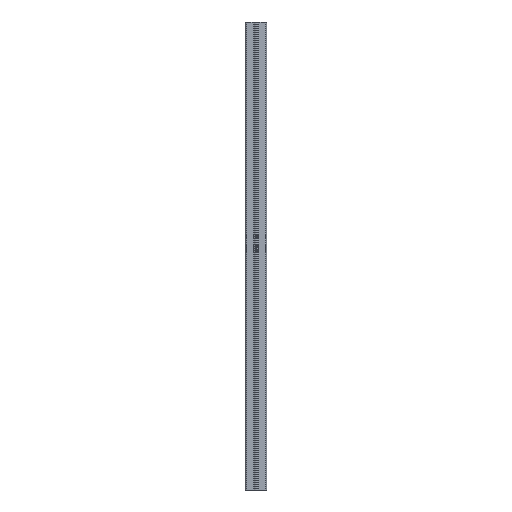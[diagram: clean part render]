
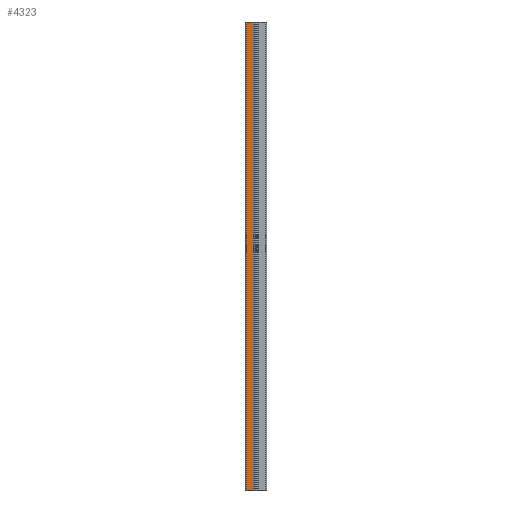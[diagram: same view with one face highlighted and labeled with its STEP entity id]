
A CAD part, front view. The second image highlights one B-rep face of the part: STEP entity #4323.
In plain terms, the highlighted planar face has unit normal (0, -1, 0).
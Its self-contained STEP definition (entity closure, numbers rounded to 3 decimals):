
#75=PLANE($,#4696);
#251=FACE_OUTER_BOUND($,#471,.T.);
#471=EDGE_LOOP($,(#3255,#3256,#3257,#3258));
#803=LINE($,#6979,#1223);
#804=LINE($,#6982,#1224);
#805=LINE($,#6984,#1225);
#806=LINE($,#6985,#1226);
#1223=VECTOR($,#5656,1000.);
#1224=VECTOR($,#5659,13.2);
#1225=VECTOR($,#5660,13.2);
#1226=VECTOR($,#5661,1000.);
#1907=VERTEX_POINT($,#6975);
#1908=VERTEX_POINT($,#6977);
#1909=VERTEX_POINT($,#6981);
#1910=VERTEX_POINT($,#6983);
#2471=EDGE_CURVE($,#1907,#1908,#803,.T.);
#2472=EDGE_CURVE($,#1909,#1907,#804,.T.);
#2473=EDGE_CURVE($,#1910,#1908,#805,.T.);
#2474=EDGE_CURVE($,#1909,#1910,#806,.T.);
#3255=ORIENTED_EDGE($,*,*,#2472,.T.);
#3256=ORIENTED_EDGE($,*,*,#2471,.T.);
#3257=ORIENTED_EDGE($,*,*,#2473,.F.);
#3258=ORIENTED_EDGE($,*,*,#2474,.F.);
#4323=ADVANCED_FACE($,(#251),#75,.T.);
#4696=AXIS2_PLACEMENT_3D($,#6980,#5657,#5658);
#5656=DIRECTION($,(0.,0.,1.));
#5657=DIRECTION('center_axis',(0.,-1.,0.));
#5658=DIRECTION('ref_axis',(1.,0.,0.));
#5659=DIRECTION($,(1.,0.,0.));
#5660=DIRECTION($,(1.,0.,0.));
#5661=DIRECTION($,(0.,0.,1.));
#6975=CARTESIAN_POINT('',(-6.3,-22.5,0.));
#6977=CARTESIAN_POINT('',(-6.3,-22.5,1000.));
#6979=CARTESIAN_POINT($,(-6.3,-22.5,0.));
#6980=CARTESIAN_POINT('Origin',(-19.5,-22.5,0.));
#6981=CARTESIAN_POINT('',(-19.5,-22.5,0.));
#6982=CARTESIAN_POINT($,(-19.5,-22.5,0.));
#6983=CARTESIAN_POINT('',(-19.5,-22.5,1000.));
#6984=CARTESIAN_POINT($,(-19.5,-22.5,1000.));
#6985=CARTESIAN_POINT($,(-19.5,-22.5,0.));
